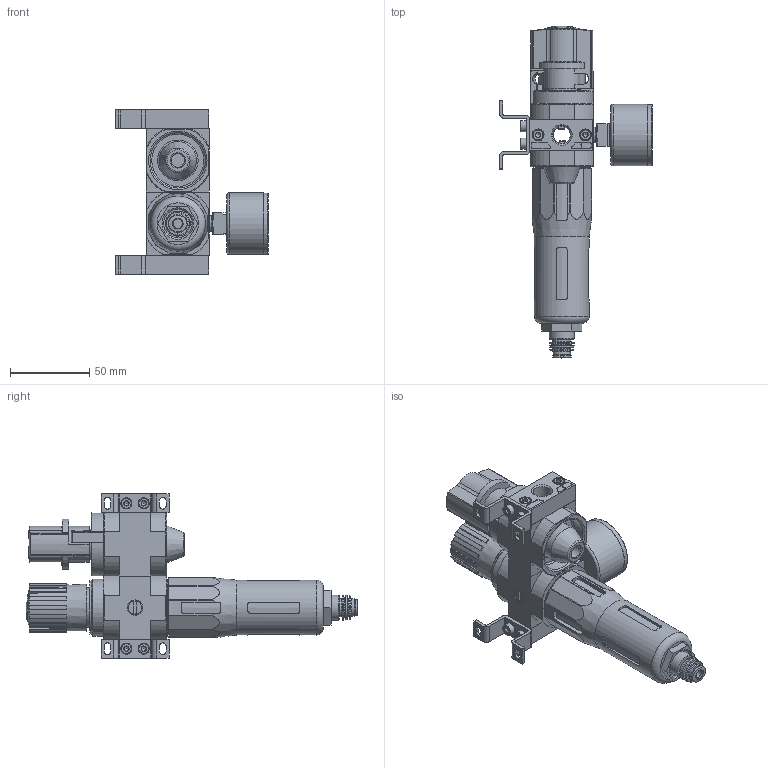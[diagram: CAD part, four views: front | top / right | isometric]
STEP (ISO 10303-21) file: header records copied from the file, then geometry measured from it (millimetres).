
FILE_DESCRIPTION(/* description */ ('STEP AP214'),/* implementation_level */ '2;1');
FILE_NAME(/* name */ '185734_LFR-1_4-D-MINI-KC-A',/* time_stamp */ '2024-09-03T19:46:48+02:00',/* author */ ('License CC BY-ND 4.0'),/* organization */ ('CADENAS'),/* preprocessor_version */ 'ST-DEVELOPER v19.3',/* originating_system */ 'PARTsolutions',/* authorisation */ ' ');
FILE_SCHEMA (('TECHNICAL_DATA_PACKAGING','AP242_MANAGED_MODEL_BASED_3D_ENGINEERING_MIM_LF { 1 0 10303 442 3 1 4 }','AUTOMOTIVE_DESIGN {1 0 10303 214 3 1 1}'));
Length unit declared in the file: millimetre
Products named in the file (12): 185734 LFR-1/4-D-MINI-KC-A; 380289 PBL-1/4-D-MINI-L---(1) p1; DIN-912 - M4x16(F); 159638 HFOE-D-MINI-P1; DIN-912 - M4x8(F); 380291 PBL-1/4-D-MINI-R---(0) p1; 360720 HE-MINI; 355622 FRB-D-MINI; 123589 LFR-D-MINI-A--(0); 8003637 PAGN-40-16-G18; 373845 LR-MINI; 526489 MS4-LFR-V
Assembly tree (19 placements, depth 2):
  185734 LFR-1/4-D-MINI-KC-A
    380289 PBL-1/4-D-MINI-L---(1) p1
    DIN-912 - M4x16(F)  x4
    159638 HFOE-D-MINI-P1  x2
    DIN-912 - M4x8(F)  x4
    380291 PBL-1/4-D-MINI-R---(0) p1
    360720 HE-MINI
    355622 FRB-D-MINI  x2
    123589 LFR-D-MINI-A--(0)
    8003637 PAGN-40-16-G18
    373845 LR-MINI
    526489 MS4-LFR-V
Bounding box: 96.75 x 210.02 x 104 mm (x, y, z)
Volume: 332578.2 mm3; surface area: 77719.9 mm2
Topology: 19 solids, 19 shells, 1063 faces, 2571 edges, 1619 vertices
Faces by surface type: plane 523, cylinder 320, cone 167, torus 39, sphere 14
Full cylindrical faces by diameter (mm): 2.9 x2, 3.242 x10, 4 x10, 4.3 x5, 5.2 x2, 6 x3, 6.2 x1, 6.9 x1, 7 x8, 8 x4, 8.2 x5, 8.4 x1, 8.566 x3, 9.728 x2, 10.6 x1, 11 x3, 11.4 x1, 11.445 x2, 11.6 x1, 11.8 x1, 12.01 x1, 12.2 x1, 15.6 x1, 15.8 x2, 15.9 x1, 16 x1, 18 x1, 19 x1, 19.1 x2, 22.9 x1
Entity records: 29397 total; most frequent: CARTESIAN_POINT 4954, DIRECTION 4310, ORIENTED_EDGE 3866, EDGE_CURVE 1933, AXIS2_PLACEMENT_3D 1710, VERTEX_POINT 1358, FACE_BOUND 1137, EDGE_LOOP 1126
